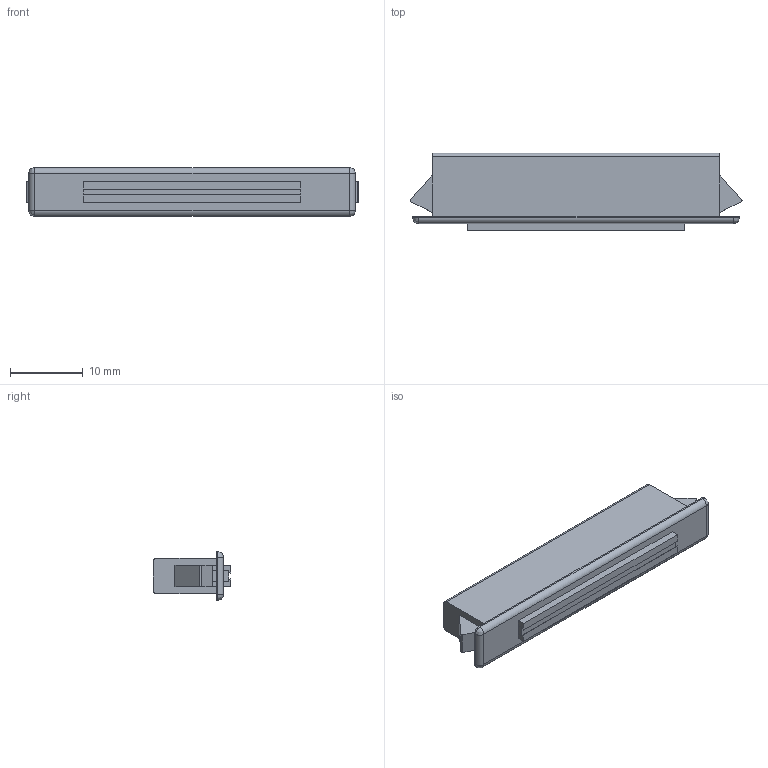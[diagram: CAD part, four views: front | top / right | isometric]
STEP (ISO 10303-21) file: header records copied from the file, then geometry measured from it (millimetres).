
FILE_DESCRIPTION((''),'2;1');
FILE_NAME('','2008-04-30T17:57:43',(''),(''),'','CADfix','');
FILE_SCHEMA(('AUTOMOTIVE_DESIGN { 1 0 10303 214 1 1 1 1 }'));
Length unit declared in the file: millimetre
Bounding box: 45.75 x 10.7 x 6.7 mm (x, y, z)
Volume: 2047.2 mm3; surface area: 3510.4 mm2
Topology: 3 solids, 3 shells, 80 faces, 202 edges, 124 vertices
Faces by surface type: bspline 80
Entity records: 2236 total; most frequent: CARTESIAN_POINT 964, ORIENTED_EDGE 404, EDGE_CURVE 202, QUASI_UNIFORM_CURVE 178, VERTEX_POINT 124, EDGE_LOOP 84, FACE_OUTER_BOUND 80, ADVANCED_FACE 80
